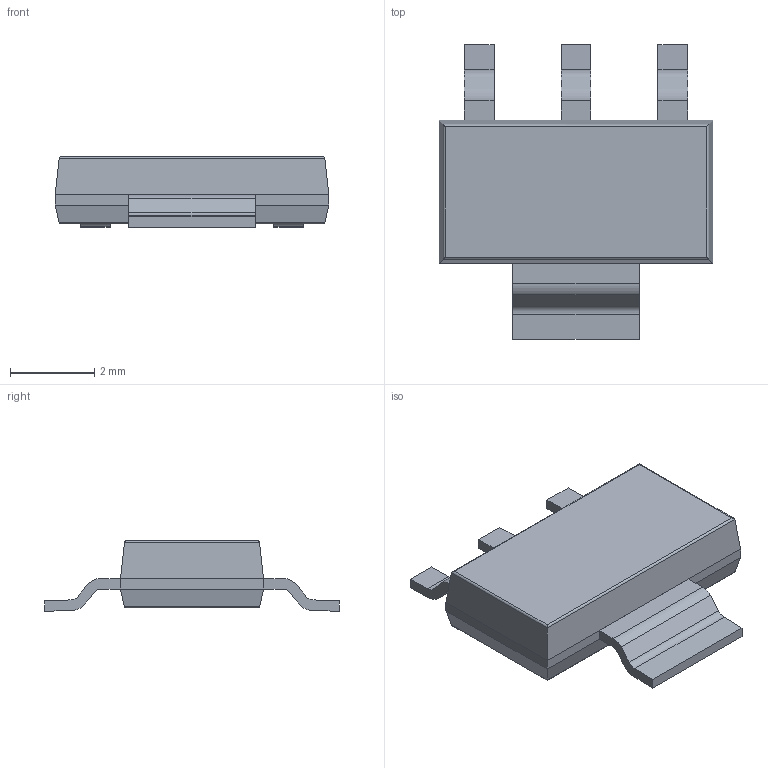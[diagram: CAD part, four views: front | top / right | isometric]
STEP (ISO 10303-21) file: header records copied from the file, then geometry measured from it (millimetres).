
FILE_DESCRIPTION(('FreeCAD Model'),'2;1');
FILE_NAME('Open CASCADE Shape Model','2024-10-31T17:53:54',(''),(''), 'Open CASCADE STEP processor 7.8','FreeCAD','Unknown');
FILE_SCHEMA(('AUTOMOTIVE_DESIGN { 1 0 10303 214 1 1 1 1 }'));
Length unit declared in the file: millimetre
Products named in the file (5): Unnamed; Body; Body001; Array; Body002
Assembly tree (6 placements, depth 3):
  Unnamed
    Body
    Body001
    Array
      Body002  x3
Bounding box: 6.5 x 7 x 1.68 mm (x, y, z)
Volume: 36.6 mm3; surface area: 98.3 mm2
Topology: 5 solids, 5 shells, 78 faces, 188 edges, 120 vertices
Faces by surface type: plane 54, cylinder 24
Entity records: 1523 total; most frequent: DIRECTION 254, CARTESIAN_POINT 245, ORIENTED_EDGE 232, EDGE_CURVE 116, LINE 92, VECTOR 92, AXIS2_PLACEMENT_3D 81, VERTEX_POINT 72
